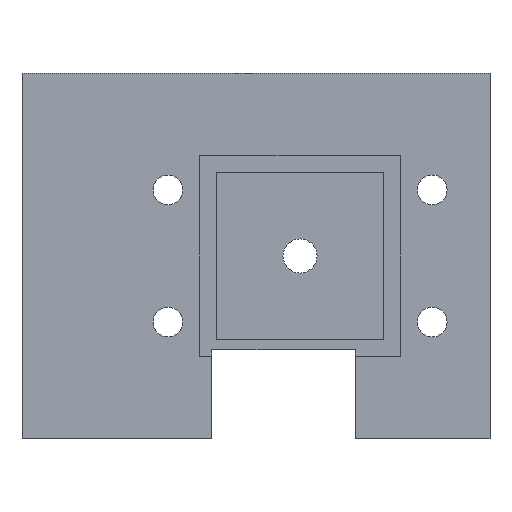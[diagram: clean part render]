
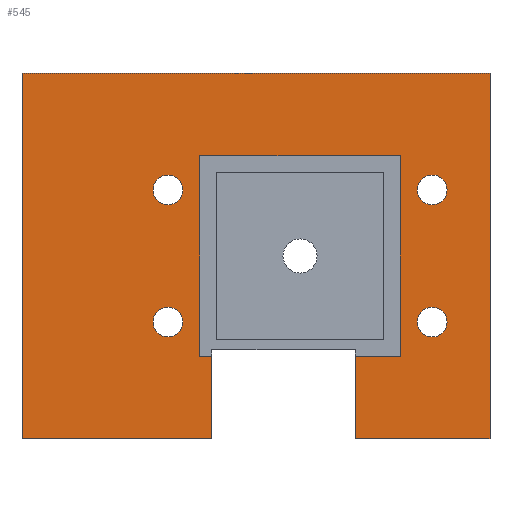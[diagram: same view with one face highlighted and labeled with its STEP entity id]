
A CAD part, left-side view. The second image highlights one B-rep face of the part: STEP entity #545.
In plain terms, the highlighted planar face has unit normal (-1, 0, 0).
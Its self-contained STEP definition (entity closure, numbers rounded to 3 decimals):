
#25=CIRCLE('',#579,1.35);
#27=CIRCLE('',#582,1.35);
#29=CIRCLE('',#585,1.35);
#31=CIRCLE('',#589,1.35);
#36=FACE_BOUND('',#103,.T.);
#37=FACE_BOUND('',#104,.T.);
#38=FACE_BOUND('',#105,.T.);
#39=FACE_BOUND('',#106,.T.);
#71=FACE_OUTER_BOUND('',#102,.T.);
#102=EDGE_LOOP('',(#468,#469,#470,#471,#472,#473,#474,#475,#476,#477,#478,
#479));
#103=EDGE_LOOP('',(#480));
#104=EDGE_LOOP('',(#481));
#105=EDGE_LOOP('',(#482));
#106=EDGE_LOOP('',(#483));
#125=LINE('',#771,#185);
#129=LINE('',#779,#189);
#132=LINE('',#785,#192);
#135=LINE('',#791,#195);
#138=LINE('',#797,#198);
#152=LINE('',#852,#212);
#155=LINE('',#857,#215);
#160=LINE('',#867,#220);
#163=LINE('',#873,#223);
#166=LINE('',#879,#226);
#169=LINE('',#885,#229);
#172=LINE('',#889,#232);
#185=VECTOR('',#625,10.);
#189=VECTOR('',#631,10.);
#192=VECTOR('',#636,10.);
#195=VECTOR('',#641,10.);
#198=VECTOR('',#646,10.);
#212=VECTOR('',#704,10.);
#215=VECTOR('',#709,10.);
#220=VECTOR('',#718,10.);
#223=VECTOR('',#723,10.);
#226=VECTOR('',#728,10.);
#229=VECTOR('',#733,10.);
#232=VECTOR('',#738,10.);
#241=VERTEX_POINT('',#769);
#242=VERTEX_POINT('',#770);
#245=VERTEX_POINT('',#778);
#247=VERTEX_POINT('',#784);
#249=VERTEX_POINT('',#790);
#251=VERTEX_POINT('',#796);
#259=VERTEX_POINT('',#820);
#261=VERTEX_POINT('',#826);
#263=VERTEX_POINT('',#832);
#265=VERTEX_POINT('',#840);
#269=VERTEX_POINT('',#849);
#270=VERTEX_POINT('',#851);
#274=VERTEX_POINT('',#866);
#276=VERTEX_POINT('',#872);
#278=VERTEX_POINT('',#878);
#280=VERTEX_POINT('',#884);
#293=EDGE_CURVE('',#241,#242,#125,.T.);
#297=EDGE_CURVE('',#242,#245,#129,.T.);
#300=EDGE_CURVE('',#245,#247,#132,.T.);
#303=EDGE_CURVE('',#247,#249,#135,.T.);
#306=EDGE_CURVE('',#249,#251,#138,.T.);
#317=EDGE_CURVE('',#259,#259,#25,.T.);
#320=EDGE_CURVE('',#261,#261,#27,.T.);
#323=EDGE_CURVE('',#263,#263,#29,.T.);
#327=EDGE_CURVE('',#265,#265,#31,.T.);
#332=EDGE_CURVE('',#270,#269,#152,.T.);
#335=EDGE_CURVE('',#251,#270,#155,.T.);
#340=EDGE_CURVE('',#274,#241,#160,.T.);
#343=EDGE_CURVE('',#276,#274,#163,.T.);
#346=EDGE_CURVE('',#278,#276,#166,.T.);
#349=EDGE_CURVE('',#280,#278,#169,.T.);
#352=EDGE_CURVE('',#269,#280,#172,.T.);
#468=ORIENTED_EDGE('',*,*,#306,.T.);
#469=ORIENTED_EDGE('',*,*,#335,.T.);
#470=ORIENTED_EDGE('',*,*,#332,.T.);
#471=ORIENTED_EDGE('',*,*,#352,.T.);
#472=ORIENTED_EDGE('',*,*,#349,.T.);
#473=ORIENTED_EDGE('',*,*,#346,.T.);
#474=ORIENTED_EDGE('',*,*,#343,.T.);
#475=ORIENTED_EDGE('',*,*,#340,.T.);
#476=ORIENTED_EDGE('',*,*,#293,.T.);
#477=ORIENTED_EDGE('',*,*,#297,.T.);
#478=ORIENTED_EDGE('',*,*,#300,.T.);
#479=ORIENTED_EDGE('',*,*,#303,.T.);
#480=ORIENTED_EDGE('',*,*,#327,.T.);
#481=ORIENTED_EDGE('',*,*,#323,.T.);
#482=ORIENTED_EDGE('',*,*,#320,.T.);
#483=ORIENTED_EDGE('',*,*,#317,.T.);
#517=PLANE('',#599);
#545=ADVANCED_FACE('',(#71,#36,#37,#38,#39),#517,.T.);
#579=AXIS2_PLACEMENT_3D('',#821,#671,#672);
#582=AXIS2_PLACEMENT_3D('',#827,#678,#679);
#585=AXIS2_PLACEMENT_3D('',#833,#685,#686);
#589=AXIS2_PLACEMENT_3D('',#841,#695,#696);
#599=AXIS2_PLACEMENT_3D('',#890,#739,#740);
#625=DIRECTION('',(0.,1.,0.));
#631=DIRECTION('',(0.,0.,1.));
#636=DIRECTION('',(0.,-1.,0.));
#641=DIRECTION('',(0.,0.,-1.));
#646=DIRECTION('',(0.,1.,0.));
#671=DIRECTION('center_axis',(1.,0.,0.));
#672=DIRECTION('ref_axis',(0.,-1.,0.));
#678=DIRECTION('center_axis',(1.,0.,0.));
#679=DIRECTION('ref_axis',(0.,-1.,0.));
#685=DIRECTION('center_axis',(1.,0.,0.));
#686=DIRECTION('ref_axis',(0.,-1.,0.));
#695=DIRECTION('center_axis',(1.,0.,0.));
#696=DIRECTION('ref_axis',(0.,-1.,0.));
#704=DIRECTION('',(0.,-1.,0.));
#709=DIRECTION('',(0.,0.,-1.));
#718=DIRECTION('',(0.,0.,1.));
#723=DIRECTION('',(0.,-1.,0.));
#728=DIRECTION('',(0.,0.,-1.));
#733=DIRECTION('',(0.,1.,0.));
#738=DIRECTION('',(0.,0.,1.));
#739=DIRECTION('center_axis',(-1.,0.,0.));
#740=DIRECTION('ref_axis',(0.,-1.,0.));
#769=CARTESIAN_POINT('',(-18.638,-4.857,-37.287));
#770=CARTESIAN_POINT('',(-18.638,-3.757,-37.287));
#771=CARTESIAN_POINT('',(-18.638,-6.307,-37.287));
#778=CARTESIAN_POINT('',(-18.638,-3.757,-19.087));
#779=CARTESIAN_POINT('',(-18.638,-3.757,-23.637));
#784=CARTESIAN_POINT('',(-18.638,-21.957,-19.087));
#785=CARTESIAN_POINT('',(-18.638,-15.407,-19.087));
#790=CARTESIAN_POINT('',(-18.638,-21.957,-37.287));
#791=CARTESIAN_POINT('',(-18.638,-21.957,-32.737));
#796=CARTESIAN_POINT('',(-18.638,-17.857,-37.287));
#797=CARTESIAN_POINT('',(-18.638,-13.357,-37.287));
#820=CARTESIAN_POINT('',(-18.638,-23.507,-34.187));
#821=CARTESIAN_POINT('Origin',(-18.638,-24.857,-34.187));
#826=CARTESIAN_POINT('',(-18.638,-23.507,-22.187));
#827=CARTESIAN_POINT('Origin',(-18.638,-24.857,-22.187));
#832=CARTESIAN_POINT('',(-18.638,0.493,-34.187));
#833=CARTESIAN_POINT('Origin',(-18.638,-0.857,-34.187));
#840=CARTESIAN_POINT('',(-18.638,0.493,-22.187));
#841=CARTESIAN_POINT('Origin',(-18.638,-0.857,-22.187));
#849=CARTESIAN_POINT('',(-18.638,-30.107,-44.787));
#851=CARTESIAN_POINT('',(-18.638,-17.857,-44.787));
#852=CARTESIAN_POINT('',(-18.638,-17.857,-44.787));
#857=CARTESIAN_POINT('',(-18.638,-17.857,-36.687));
#866=CARTESIAN_POINT('',(-18.638,-4.857,-44.787));
#867=CARTESIAN_POINT('',(-18.638,-4.857,-44.787));
#872=CARTESIAN_POINT('',(-18.638,12.393,-44.787));
#873=CARTESIAN_POINT('',(-18.638,12.393,-44.787));
#878=CARTESIAN_POINT('',(-18.638,12.393,-11.587));
#879=CARTESIAN_POINT('',(-18.638,12.393,-11.587));
#884=CARTESIAN_POINT('',(-18.638,-30.107,-11.587));
#885=CARTESIAN_POINT('',(-18.638,-30.107,-11.587));
#889=CARTESIAN_POINT('',(-18.638,-30.107,-44.787));
#890=CARTESIAN_POINT('Origin',(-18.638,-8.857,-28.187));
